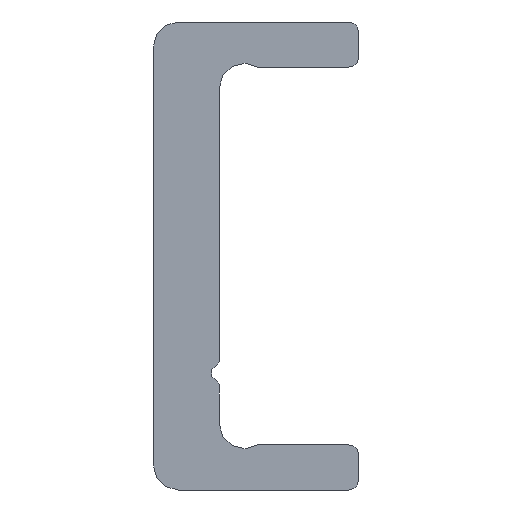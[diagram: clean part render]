
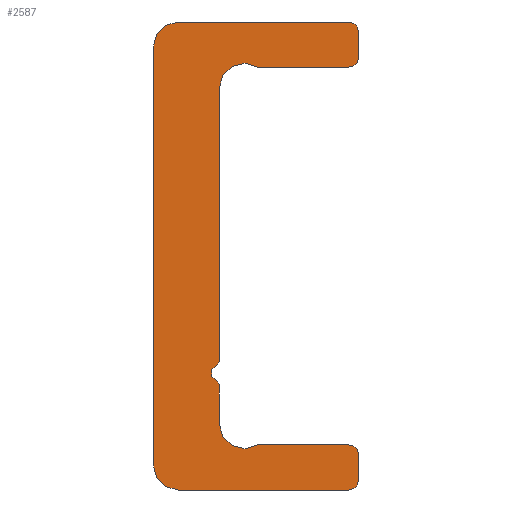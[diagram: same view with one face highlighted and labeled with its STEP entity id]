
A CAD part, left-side view. The second image highlights one B-rep face of the part: STEP entity #2587.
In plain terms, the highlighted planar face has unit normal (-1, 0, 0).
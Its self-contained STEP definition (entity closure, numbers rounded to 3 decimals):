
#1784=CARTESIAN_POINT('',(0.0,-6.15,-13.4));
#1785=VERTEX_POINT('',#1784);
#1792=CARTESIAN_POINT('',(0.0,-5.55,-14.));
#1793=VERTEX_POINT('',#1792);
#1794=CARTESIAN_POINT('',(0.0,-5.55,-13.4));
#1795=DIRECTION('',(1.0,0.0,0.0));
#1796=DIRECTION('',(0.0,-1.0,0.0));
#1797=AXIS2_PLACEMENT_3D('',#1794,#1795,#1796);
#1798=CIRCLE('',#1797,0.6);
#1799=EDGE_CURVE('',#1785,#1793,#1798,.T.);
#1823=CARTESIAN_POINT('',(0.0,-6.15,-11.9));
#1824=VERTEX_POINT('',#1823);
#1831=CARTESIAN_POINT('',(0.0,-6.15,-11.9));
#1832=DIRECTION('',(0.0,0.0,-1.0));
#1833=VECTOR('',#1832,1.5);
#1834=LINE('',#1831,#1833);
#1835=EDGE_CURVE('',#1824,#1785,#1834,.T.);
#1855=CARTESIAN_POINT('',(0.0,-5.55,-11.3));
#1856=VERTEX_POINT('',#1855);
#1863=CARTESIAN_POINT('',(0.0,-5.55,-11.9));
#1864=DIRECTION('',(1.0,0.0,0.0));
#1865=DIRECTION('',(0.0,0.0,1.0));
#1866=AXIS2_PLACEMENT_3D('',#1863,#1864,#1865);
#1867=CIRCLE('',#1866,0.6);
#1868=EDGE_CURVE('',#1856,#1824,#1867,.T.);
#1887=CARTESIAN_POINT('',(0.0,-0.098,-11.3));
#1888=VERTEX_POINT('',#1887);
#1895=CARTESIAN_POINT('',(0.0,-0.098,-11.3));
#1896=DIRECTION('',(0.0,-1.0,0.0));
#1897=VECTOR('',#1896,5.452);
#1898=LINE('',#1895,#1897);
#1899=EDGE_CURVE('',#1888,#1856,#1898,.T.);
#1919=CARTESIAN_POINT('',(0.0,2.2,-10.03));
#1920=VERTEX_POINT('',#1919);
#1927=CARTESIAN_POINT('',(0.0,0.7,-10.03));
#1928=DIRECTION('',(-1.0,0.0,0.0));
#1929=DIRECTION('',(0.0,0.532,0.847));
#1930=AXIS2_PLACEMENT_3D('',#1927,#1928,#1929);
#1931=CIRCLE('',#1930,1.5);
#1932=EDGE_CURVE('',#1920,#1888,#1931,.T.);
#1951=CARTESIAN_POINT('',(0.0,2.2,-7.707));
#1952=VERTEX_POINT('',#1951);
#1959=CARTESIAN_POINT('',(0.0,2.2,-7.707));
#1960=DIRECTION('',(0.0,0.0,-1.0));
#1961=VECTOR('',#1960,2.323);
#1962=LINE('',#1959,#1961);
#1963=EDGE_CURVE('',#1952,#1920,#1962,.T.);
#1983=CARTESIAN_POINT('',(0.0,2.367,-7.471));
#1984=VERTEX_POINT('',#1983);
#1991=CARTESIAN_POINT('',(0.0,2.45,-7.707));
#1992=DIRECTION('',(1.0,0.0,0.0));
#1993=DIRECTION('',(0.0,-0.333,0.943));
#1994=AXIS2_PLACEMENT_3D('',#1991,#1992,#1993);
#1995=CIRCLE('',#1994,0.25);
#1996=EDGE_CURVE('',#1984,#1952,#1995,.T.);
#2016=CARTESIAN_POINT('',(0.0,2.367,-6.529));
#2017=VERTEX_POINT('',#2016);
#2024=CARTESIAN_POINT('',(0.0,2.2,-7.));
#2025=DIRECTION('',(-1.0,0.0,0.0));
#2026=DIRECTION('',(0.0,-0.333,0.943));
#2027=AXIS2_PLACEMENT_3D('',#2024,#2025,#2026);
#2028=CIRCLE('',#2027,0.5);
#2029=EDGE_CURVE('',#2017,#1984,#2028,.T.);
#2049=CARTESIAN_POINT('',(0.0,2.2,-6.293));
#2050=VERTEX_POINT('',#2049);
#2057=CARTESIAN_POINT('',(0.0,2.45,-6.293));
#2058=DIRECTION('',(1.0,0.0,0.0));
#2059=DIRECTION('',(0.0,-1.0,0.0));
#2060=AXIS2_PLACEMENT_3D('',#2057,#2058,#2059);
#2061=CIRCLE('',#2060,0.25);
#2062=EDGE_CURVE('',#2050,#2017,#2061,.T.);
#2081=CARTESIAN_POINT('',(0.0,2.2,10.03));
#2082=VERTEX_POINT('',#2081);
#2089=CARTESIAN_POINT('',(0.0,2.2,10.03));
#2090=DIRECTION('',(0.0,0.0,-1.0));
#2091=VECTOR('',#2090,16.323);
#2092=LINE('',#2089,#2091);
#2093=EDGE_CURVE('',#2082,#2050,#2092,.T.);
#2188=CARTESIAN_POINT('',(0.0,-0.098,11.3));
#2189=VERTEX_POINT('',#2188);
#2196=CARTESIAN_POINT('',(0.0,0.7,10.03));
#2197=DIRECTION('',(-1.0,0.0,0.0));
#2198=DIRECTION('',(0.0,-1.0,0.0));
#2199=AXIS2_PLACEMENT_3D('',#2196,#2197,#2198);
#2200=CIRCLE('',#2199,1.5);
#2201=EDGE_CURVE('',#2189,#2082,#2200,.T.);
#2220=CARTESIAN_POINT('',(0.0,-5.55,11.3));
#2221=VERTEX_POINT('',#2220);
#2228=CARTESIAN_POINT('',(0.0,-5.55,11.3));
#2229=DIRECTION('',(0.0,1.0,0.0));
#2230=VECTOR('',#2229,5.452);
#2231=LINE('',#2228,#2230);
#2232=EDGE_CURVE('',#2221,#2189,#2231,.T.);
#2252=CARTESIAN_POINT('',(0.0,-6.15,11.9));
#2253=VERTEX_POINT('',#2252);
#2260=CARTESIAN_POINT('',(0.0,-5.55,11.9));
#2261=DIRECTION('',(1.0,0.0,0.0));
#2262=DIRECTION('',(0.0,-1.0,0.0));
#2263=AXIS2_PLACEMENT_3D('',#2260,#2261,#2262);
#2264=CIRCLE('',#2263,0.6);
#2265=EDGE_CURVE('',#2253,#2221,#2264,.T.);
#2284=CARTESIAN_POINT('',(0.0,-6.15,13.4));
#2285=VERTEX_POINT('',#2284);
#2292=CARTESIAN_POINT('',(0.0,-6.15,13.4));
#2293=DIRECTION('',(0.0,0.0,-1.0));
#2294=VECTOR('',#2293,1.5);
#2295=LINE('',#2292,#2294);
#2296=EDGE_CURVE('',#2285,#2253,#2295,.T.);
#2316=CARTESIAN_POINT('',(0.0,-5.55,14.));
#2317=VERTEX_POINT('',#2316);
#2324=CARTESIAN_POINT('',(0.0,-5.55,13.4));
#2325=DIRECTION('',(1.0,0.0,0.0));
#2326=DIRECTION('',(0.0,0.0,1.0));
#2327=AXIS2_PLACEMENT_3D('',#2324,#2325,#2326);
#2328=CIRCLE('',#2327,0.6);
#2329=EDGE_CURVE('',#2317,#2285,#2328,.T.);
#2348=CARTESIAN_POINT('',(0.0,4.65,14.));
#2349=VERTEX_POINT('',#2348);
#2356=CARTESIAN_POINT('',(0.0,4.65,14.));
#2357=DIRECTION('',(0.0,-1.0,0.0));
#2358=VECTOR('',#2357,10.2);
#2359=LINE('',#2356,#2358);
#2360=EDGE_CURVE('',#2349,#2317,#2359,.T.);
#2380=CARTESIAN_POINT('',(0.0,6.15,12.5));
#2381=VERTEX_POINT('',#2380);
#2388=CARTESIAN_POINT('',(0.0,4.65,12.5));
#2389=DIRECTION('',(1.0,0.0,0.0));
#2390=DIRECTION('',(0.0,1.0,0.0));
#2391=AXIS2_PLACEMENT_3D('',#2388,#2389,#2390);
#2392=CIRCLE('',#2391,1.5);
#2393=EDGE_CURVE('',#2381,#2349,#2392,.T.);
#2412=CARTESIAN_POINT('',(0.0,6.15,-12.5));
#2413=VERTEX_POINT('',#2412);
#2420=CARTESIAN_POINT('',(0.0,6.15,-12.5));
#2421=DIRECTION('',(0.0,0.0,1.0));
#2422=VECTOR('',#2421,25.);
#2423=LINE('',#2420,#2422);
#2424=EDGE_CURVE('',#2413,#2381,#2423,.T.);
#2519=CARTESIAN_POINT('',(0.0,4.65,-14.));
#2520=VERTEX_POINT('',#2519);
#2527=CARTESIAN_POINT('',(0.0,4.65,-12.5));
#2528=DIRECTION('',(1.0,0.0,0.0));
#2529=DIRECTION('',(0.0,0.0,-1.0));
#2530=AXIS2_PLACEMENT_3D('',#2527,#2528,#2529);
#2531=CIRCLE('',#2530,1.5);
#2532=EDGE_CURVE('',#2520,#2413,#2531,.T.);
#2550=CARTESIAN_POINT('',(0.0,-5.55,-14.));
#2551=DIRECTION('',(0.0,1.0,0.0));
#2552=VECTOR('',#2551,10.2);
#2553=LINE('',#2550,#2552);
#2554=EDGE_CURVE('',#1793,#2520,#2553,.T.);
#2560=CARTESIAN_POINT('',(0.0,1.616,-0.032));
#2561=DIRECTION('',(1.0,0.0,0.0));
#2562=DIRECTION('',(0.0,0.0,-1.0));
#2563=AXIS2_PLACEMENT_3D('',#2560,#2561,#2562);
#2564=PLANE('',#2563);
#2565=ORIENTED_EDGE('',*,*,#2554,.F.);
#2566=ORIENTED_EDGE('',*,*,#1799,.F.);
#2567=ORIENTED_EDGE('',*,*,#1835,.F.);
#2568=ORIENTED_EDGE('',*,*,#1868,.F.);
#2569=ORIENTED_EDGE('',*,*,#1899,.F.);
#2570=ORIENTED_EDGE('',*,*,#1932,.F.);
#2571=ORIENTED_EDGE('',*,*,#1963,.F.);
#2572=ORIENTED_EDGE('',*,*,#1996,.F.);
#2573=ORIENTED_EDGE('',*,*,#2029,.F.);
#2574=ORIENTED_EDGE('',*,*,#2062,.F.);
#2575=ORIENTED_EDGE('',*,*,#2093,.F.);
#2576=ORIENTED_EDGE('',*,*,#2201,.F.);
#2577=ORIENTED_EDGE('',*,*,#2232,.F.);
#2578=ORIENTED_EDGE('',*,*,#2265,.F.);
#2579=ORIENTED_EDGE('',*,*,#2296,.F.);
#2580=ORIENTED_EDGE('',*,*,#2329,.F.);
#2581=ORIENTED_EDGE('',*,*,#2360,.F.);
#2582=ORIENTED_EDGE('',*,*,#2393,.F.);
#2583=ORIENTED_EDGE('',*,*,#2424,.F.);
#2584=ORIENTED_EDGE('',*,*,#2532,.F.);
#2585=EDGE_LOOP('',(#2565,#2566,#2567,#2568,#2569,#2570,#2571,#2572,#2573,#2574,#2575,#2576,#2577,#2578,#2579,#2580,#2581,#2582,#2583,#2584));
#2586=FACE_OUTER_BOUND('',#2585,.T.);
#2587=ADVANCED_FACE('',(#2586),#2564,.F.);
